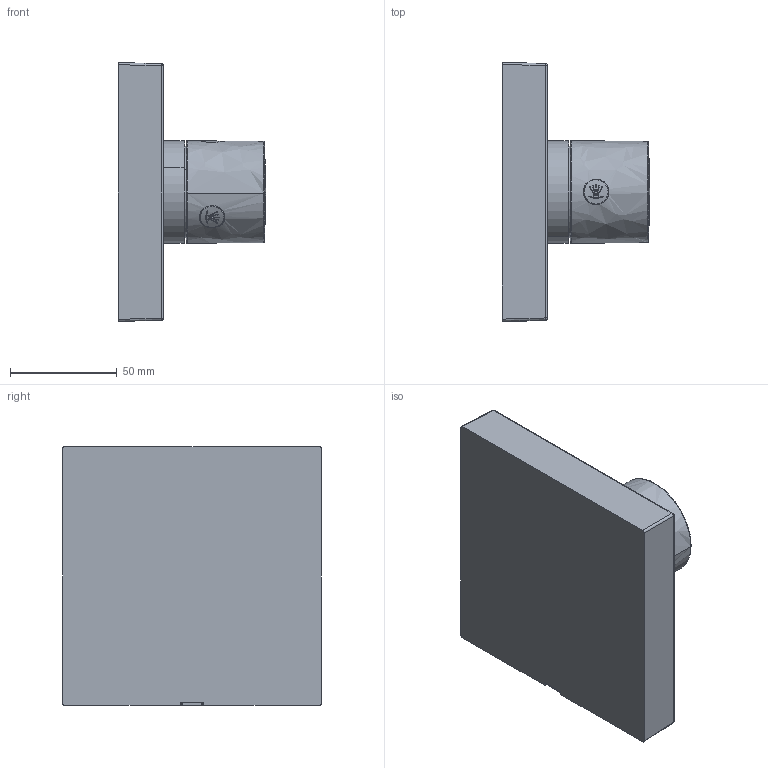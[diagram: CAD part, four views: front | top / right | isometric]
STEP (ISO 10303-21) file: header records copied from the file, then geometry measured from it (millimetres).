
FILE_DESCRIPTION(('CAx-IF Rec.Pracs.---Model Styling and Organization---1.2---2011-12-15','CAx-IF Rec.Pracs.---Geometric and Assembly Validation Properties---4.1---2014-06-16','CAx-IF Rec.Pracs.---PMI Polyline Presentation---2.0---2013-05-24'),'2;1');
FILE_NAME('1000125833_PPR_000.stp','2018-04-24T08:09:30+02:00',(''),(''),'STEP Interface 4.1 by CT CoreTechnologie','3D_Evolution4.1 by CT CoreTechnologie','');
FILE_SCHEMA(('AP203_CONFIGURATION_CONTROLLED_3D_DESIGN_OF_MECHANICAL_PARTS_AND_ASSEMBLIES_MIM_LF'));
Length unit declared in the file: millimetre
Products named in the file (7): P_2 AX Starck Trio_Quattro F-Set eck.Ros 1000125833_PPR_000_A0; P_2 Huelse_3V_UV (4W)_AX Starck 1000125822_PPA_000_A0; P_2 Rosette 3V AX Starck Shower Solution 1000125821_PPA_000_A0; P_2 Deckel Symbol SB 3V-UV-FS AX JMM 1000125832_PPA_000_A0; P_2 Deckel Symbol KB 3V-UV-FS AX JMM 1000125831_PPA_000_A0; P_2 Deckel Symbol HB 3V-UV-FS AX JMM 1000125828_PPA_000_A0; P_2 Griff 3V-UV-FS Umstellventil AX JMM 1000125827_PPA_000_A0
Assembly tree (6 placements, depth 2):
  P_2 AX Starck Trio_Quattro F-Set eck.Ros 1000125833_PPR_000_A0
    P_2 Huelse_3V_UV (4W)_AX Starck 1000125822_PPA_000_A0
    P_2 Rosette 3V AX Starck Shower Solution 1000125821_PPA_000_A0
    P_2 Deckel Symbol SB 3V-UV-FS AX JMM 1000125832_PPA_000_A0
    P_2 Deckel Symbol KB 3V-UV-FS AX JMM 1000125831_PPA_000_A0
    P_2 Deckel Symbol HB 3V-UV-FS AX JMM 1000125828_PPA_000_A0
    P_2 Griff 3V-UV-FS Umstellventil AX JMM 1000125827_PPA_000_A0
Bounding box: 68.78 x 121.1 x 121.1 mm (x, y, z)
Volume: 390781.2 mm3; surface area: 54635 mm2
Topology: 6 solids, 6 shells, 508 faces, 1149 edges, 591 vertices
Faces by surface type: bspline 324, cylinder 129, plane 55
Entity records: 60403 total; most frequent: CARTESIAN_POINT 44295, DIRECTION 2164, ORIENTED_EDGE 2124, EDGE_CURVE 1062, AXIS2_PLACEMENT_3D 964, CIRCLE 773, VERTEX_POINT 591, EDGE_LOOP 533
